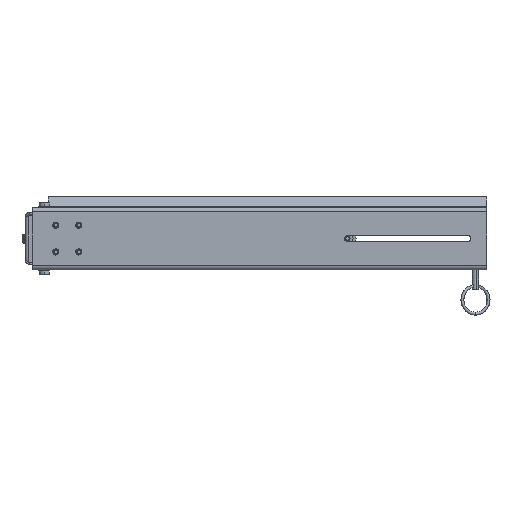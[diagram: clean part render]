
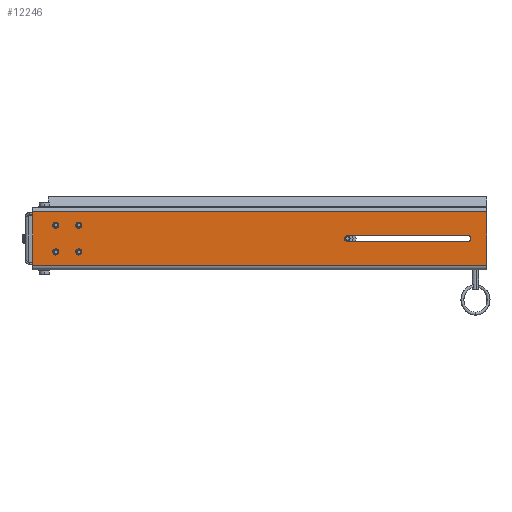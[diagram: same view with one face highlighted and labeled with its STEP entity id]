
A CAD part, front view. The second image highlights one B-rep face of the part: STEP entity #12246.
In plain terms, the highlighted planar face has unit normal (0, -1, 0).
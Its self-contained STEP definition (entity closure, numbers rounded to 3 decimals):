
#338 = FACE_BOUND ( 'NONE', #6428, .T. ) ;
#388 = EDGE_CURVE ( 'NONE', #33183, #2713, #7560, .T. ) ;
#647 = CARTESIAN_POINT ( 'NONE',  ( -265., 0., 17.5 ) ) ;
#837 = CARTESIAN_POINT ( 'NONE',  ( 243., 0., 0. ) ) ;
#882 = DIRECTION ( 'NONE',  ( 0., -1., 0. ) ) ;
#1040 = AXIS2_PLACEMENT_3D ( 'NONE', #11688, #19654, #3875 ) ;
#1142 = FACE_BOUND ( 'NONE', #5808, .T. ) ;
#1186 = VERTEX_POINT ( 'NONE', #16177 ) ;
#1198 = EDGE_LOOP ( 'NONE', ( #26819, #17344, #13169, #18971 ) ) ;
#1416 = EDGE_CURVE ( 'NONE', #12688, #11029, #8625, .T. ) ;
#1616 = CARTESIAN_POINT ( 'NONE',  ( -265., 0., 17.5 ) ) ;
#1853 = VERTEX_POINT ( 'NONE', #18861 ) ;
#2156 = DIRECTION ( 'NONE',  ( 1., 0., 0. ) ) ;
#2207 = CARTESIAN_POINT ( 'NONE',  ( -295., 0., -17.5 ) ) ;
#2303 = AXIS2_PLACEMENT_3D ( 'NONE', #837, #19260, #3490 ) ;
#2530 = ORIENTED_EDGE ( 'NONE', *, *, #34312, .F. ) ;
#2713 = VERTEX_POINT ( 'NONE', #22843 ) ;
#2839 = CIRCLE ( 'NONE', #2303, 4. ) ;
#3026 = AXIS2_PLACEMENT_3D ( 'NONE', #2207, #20638, #4842 ) ;
#3044 = LINE ( 'NONE', #7507, #16211 ) ;
#3148 = LINE ( 'NONE', #5517, #24194 ) ;
#3286 = DIRECTION ( 'NONE',  ( 0., 0., 1. ) ) ;
#3448 = DIRECTION ( 'NONE',  ( 1., 0., 0. ) ) ;
#3490 = DIRECTION ( 'NONE',  ( 0., 0., -1. ) ) ;
#3629 = CARTESIAN_POINT ( 'NONE',  ( -295., 0., 13.5 ) ) ;
#3875 = DIRECTION ( 'NONE',  ( 0., 0., 1. ) ) ;
#3946 = CARTESIAN_POINT ( 'NONE',  ( 0., 0., 4. ) ) ;
#3968 = DIRECTION ( 'NONE',  ( 0., -1., 0. ) ) ;
#4270 = DIRECTION ( 'NONE',  ( 0., 0., 1. ) ) ;
#4317 = CARTESIAN_POINT ( 'NONE',  ( -295., 0., -13.5 ) ) ;
#4472 = EDGE_LOOP ( 'NONE', ( #24469, #2530 ) ) ;
#4538 = ORIENTED_EDGE ( 'NONE', *, *, #22468, .F. ) ;
#4842 = DIRECTION ( 'NONE',  ( 0., 0., 1. ) ) ;
#4918 = DIRECTION ( 'NONE',  ( 0., 0., -1. ) ) ;
#5517 = CARTESIAN_POINT ( 'NONE',  ( -325., 0., 0. ) ) ;
#5808 = EDGE_LOOP ( 'NONE', ( #4538, #14123 ) ) ;
#5874 = EDGE_CURVE ( 'NONE', #12979, #23886, #14267, .T. ) ;
#5888 = VERTEX_POINT ( 'NONE', #7540 ) ;
#5949 = CARTESIAN_POINT ( 'NONE',  ( -265., 0., -13.5 ) ) ;
#6076 = CIRCLE ( 'NONE', #27472, 4. ) ;
#6394 = VECTOR ( 'NONE', #4918, 1000. ) ;
#6428 = EDGE_LOOP ( 'NONE', ( #21647, #32222 ) ) ;
#6467 = CARTESIAN_POINT ( 'NONE',  ( 243., 0., 4. ) ) ;
#6510 = CARTESIAN_POINT ( 'NONE',  ( 86., 0., 4. ) ) ;
#6878 = CARTESIAN_POINT ( 'NONE',  ( -325., 0., -35. ) ) ;
#7289 = FACE_BOUND ( 'NONE', #20597, .T. ) ;
#7507 = CARTESIAN_POINT ( 'NONE',  ( 0., 0., -35. ) ) ;
#7540 = CARTESIAN_POINT ( 'NONE',  ( -265., 0., 13.5 ) ) ;
#7557 = EDGE_CURVE ( 'NONE', #27394, #15750, #18002, .T. ) ;
#7560 = LINE ( 'NONE', #21496, #19957 ) ;
#7910 = CARTESIAN_POINT ( 'NONE',  ( -325., 0., 35. ) ) ;
#8625 = CIRCLE ( 'NONE', #20661, 4. ) ;
#10317 = CARTESIAN_POINT ( 'NONE',  ( 268., 0., 0. ) ) ;
#10533 = EDGE_CURVE ( 'NONE', #17789, #15576, #28567, .T. ) ;
#10667 = DIRECTION ( 'NONE',  ( 0., 0., 1. ) ) ;
#10783 = VECTOR ( 'NONE', #3448, 1000. ) ;
#11029 = VERTEX_POINT ( 'NONE', #3629 ) ;
#11503 = CARTESIAN_POINT ( 'NONE',  ( -295., 0., -17.5 ) ) ;
#11508 = CARTESIAN_POINT ( 'NONE',  ( -265., 0., -17.5 ) ) ;
#11570 = PLANE ( 'NONE',  #1040 ) ;
#11619 = EDGE_CURVE ( 'NONE', #1853, #33497, #11887, .T. ) ;
#11688 = CARTESIAN_POINT ( 'NONE',  ( 0., 0., 0. ) ) ;
#11887 = CIRCLE ( 'NONE', #19558, 4. ) ;
#12132 = CARTESIAN_POINT ( 'NONE',  ( -295., 0., 17.5 ) ) ;
#12246 = ADVANCED_FACE ( 'NONE', ( #28428, #338, #1142, #7289, #27587, #20533 ), #11570, .F. ) ;
#12672 = DIRECTION ( 'NONE',  ( -1., 0., 0. ) ) ;
#12688 = VERTEX_POINT ( 'NONE', #14419 ) ;
#12955 = EDGE_CURVE ( 'NONE', #29721, #30023, #3148, .T. ) ;
#12979 = VERTEX_POINT ( 'NONE', #32042 ) ;
#13169 = ORIENTED_EDGE ( 'NONE', *, *, #19452, .F. ) ;
#13833 = EDGE_CURVE ( 'NONE', #23886, #29721, #3044, .T. ) ;
#13931 = CARTESIAN_POINT ( 'NONE',  ( -295., 0., 17.5 ) ) ;
#14030 = CIRCLE ( 'NONE', #26054, 4. ) ;
#14123 = ORIENTED_EDGE ( 'NONE', *, *, #11619, .F. ) ;
#14185 = DIRECTION ( 'NONE',  ( 0., 0., 1. ) ) ;
#14192 = DIRECTION ( 'NONE',  ( 0., 0., 1. ) ) ;
#14267 = LINE ( 'NONE', #10317, #6394 ) ;
#14419 = CARTESIAN_POINT ( 'NONE',  ( -295., 0., 21.5 ) ) ;
#15393 = CIRCLE ( 'NONE', #20632, 4. ) ;
#15576 = VERTEX_POINT ( 'NONE', #5949 ) ;
#15750 = VERTEX_POINT ( 'NONE', #6510 ) ;
#16177 = CARTESIAN_POINT ( 'NONE',  ( -265., 0., 21.5 ) ) ;
#16211 = VECTOR ( 'NONE', #33835, 1000. ) ;
#16572 = CARTESIAN_POINT ( 'NONE',  ( 0., 0., 35. ) ) ;
#16581 = DIRECTION ( 'NONE',  ( 0., 0., 1. ) ) ;
#16599 = ORIENTED_EDGE ( 'NONE', *, *, #10533, .F. ) ;
#16666 = CARTESIAN_POINT ( 'NONE',  ( 86., 0., 0. ) ) ;
#17344 = ORIENTED_EDGE ( 'NONE', *, *, #388, .F. ) ;
#17789 = VERTEX_POINT ( 'NONE', #19198 ) ;
#18002 = LINE ( 'NONE', #3946, #25052 ) ;
#18279 = CIRCLE ( 'NONE', #23520, 4. ) ;
#18861 = CARTESIAN_POINT ( 'NONE',  ( -295., 0., -21.5 ) ) ;
#18971 = ORIENTED_EDGE ( 'NONE', *, *, #7557, .F. ) ;
#18994 = ORIENTED_EDGE ( 'NONE', *, *, #5874, .F. ) ;
#19051 = DIRECTION ( 'NONE',  ( 0., -1., 0. ) ) ;
#19198 = CARTESIAN_POINT ( 'NONE',  ( -265., 0., -21.5 ) ) ;
#19260 = DIRECTION ( 'NONE',  ( 0., -1., 0. ) ) ;
#19301 = DIRECTION ( 'NONE',  ( 0., 0., -1. ) ) ;
#19452 = EDGE_CURVE ( 'NONE', #15750, #33183, #6076, .T. ) ;
#19558 = AXIS2_PLACEMENT_3D ( 'NONE', #11503, #30052, #14185 ) ;
#19654 = DIRECTION ( 'NONE',  ( 0., 1., 0. ) ) ;
#19734 = CARTESIAN_POINT ( 'NONE',  ( -265., 0., -17.5 ) ) ;
#19957 = VECTOR ( 'NONE', #2156, 1000. ) ;
#20048 = EDGE_CURVE ( 'NONE', #2713, #27394, #2839, .T. ) ;
#20066 = DIRECTION ( 'NONE',  ( 0., -1., 0. ) ) ;
#20533 = FACE_OUTER_BOUND ( 'NONE', #23561, .T. ) ;
#20597 = EDGE_LOOP ( 'NONE', ( #20725, #16599 ) ) ;
#20632 = AXIS2_PLACEMENT_3D ( 'NONE', #11508, #30061, #14192 ) ;
#20638 = DIRECTION ( 'NONE',  ( 0., -1., 0. ) ) ;
#20661 = AXIS2_PLACEMENT_3D ( 'NONE', #12132, #26529, #10667 ) ;
#20725 = ORIENTED_EDGE ( 'NONE', *, *, #29579, .F. ) ;
#21496 = CARTESIAN_POINT ( 'NONE',  ( 0., 0., -4. ) ) ;
#21647 = ORIENTED_EDGE ( 'NONE', *, *, #31787, .F. ) ;
#22402 = DIRECTION ( 'NONE',  ( 0., 0., 1. ) ) ;
#22468 = EDGE_CURVE ( 'NONE', #33497, #1853, #22550, .T. ) ;
#22550 = CIRCLE ( 'NONE', #3026, 4. ) ;
#22843 = CARTESIAN_POINT ( 'NONE',  ( 243., 0., -4. ) ) ;
#23520 = AXIS2_PLACEMENT_3D ( 'NONE', #1616, #20066, #4270 ) ;
#23561 = EDGE_LOOP ( 'NONE', ( #24793, #33545, #31858, #18994 ) ) ;
#23886 = VERTEX_POINT ( 'NONE', #24459 ) ;
#24013 = DIRECTION ( 'NONE',  ( 0., 0., 1. ) ) ;
#24194 = VECTOR ( 'NONE', #24013, 1000. ) ;
#24459 = CARTESIAN_POINT ( 'NONE',  ( 268., 0., -35. ) ) ;
#24469 = ORIENTED_EDGE ( 'NONE', *, *, #1416, .F. ) ;
#24793 = ORIENTED_EDGE ( 'NONE', *, *, #30233, .F. ) ;
#25052 = VECTOR ( 'NONE', #12672, 1000. ) ;
#26054 = AXIS2_PLACEMENT_3D ( 'NONE', #13931, #32498, #16581 ) ;
#26529 = DIRECTION ( 'NONE',  ( 0., -1., 0. ) ) ;
#26819 = ORIENTED_EDGE ( 'NONE', *, *, #20048, .F. ) ;
#27394 = VERTEX_POINT ( 'NONE', #6467 ) ;
#27472 = AXIS2_PLACEMENT_3D ( 'NONE', #16666, #882, #19301 ) ;
#27587 = FACE_BOUND ( 'NONE', #4472, .T. ) ;
#28428 = FACE_BOUND ( 'NONE', #1198, .T. ) ;
#28567 = CIRCLE ( 'NONE', #31135, 4. ) ;
#28862 = AXIS2_PLACEMENT_3D ( 'NONE', #647, #19051, #3286 ) ;
#29579 = EDGE_CURVE ( 'NONE', #15576, #17789, #15393, .T. ) ;
#29696 = EDGE_CURVE ( 'NONE', #5888, #1186, #18279, .T. ) ;
#29721 = VERTEX_POINT ( 'NONE', #6878 ) ;
#30023 = VERTEX_POINT ( 'NONE', #7910 ) ;
#30052 = DIRECTION ( 'NONE',  ( 0., -1., 0. ) ) ;
#30061 = DIRECTION ( 'NONE',  ( 0., -1., 0. ) ) ;
#30233 = EDGE_CURVE ( 'NONE', #30023, #12979, #31962, .T. ) ;
#30481 = CIRCLE ( 'NONE', #28862, 4. ) ;
#31135 = AXIS2_PLACEMENT_3D ( 'NONE', #19734, #3968, #22402 ) ;
#31787 = EDGE_CURVE ( 'NONE', #1186, #5888, #30481, .T. ) ;
#31858 = ORIENTED_EDGE ( 'NONE', *, *, #13833, .F. ) ;
#31962 = LINE ( 'NONE', #16572, #10783 ) ;
#32042 = CARTESIAN_POINT ( 'NONE',  ( 268., 0., 35. ) ) ;
#32222 = ORIENTED_EDGE ( 'NONE', *, *, #29696, .F. ) ;
#32458 = CARTESIAN_POINT ( 'NONE',  ( 86., 0., -4. ) ) ;
#32498 = DIRECTION ( 'NONE',  ( 0., -1., 0. ) ) ;
#33183 = VERTEX_POINT ( 'NONE', #32458 ) ;
#33497 = VERTEX_POINT ( 'NONE', #4317 ) ;
#33545 = ORIENTED_EDGE ( 'NONE', *, *, #12955, .F. ) ;
#33835 = DIRECTION ( 'NONE',  ( -1., 0., 0. ) ) ;
#34312 = EDGE_CURVE ( 'NONE', #11029, #12688, #14030, .T. ) ;
